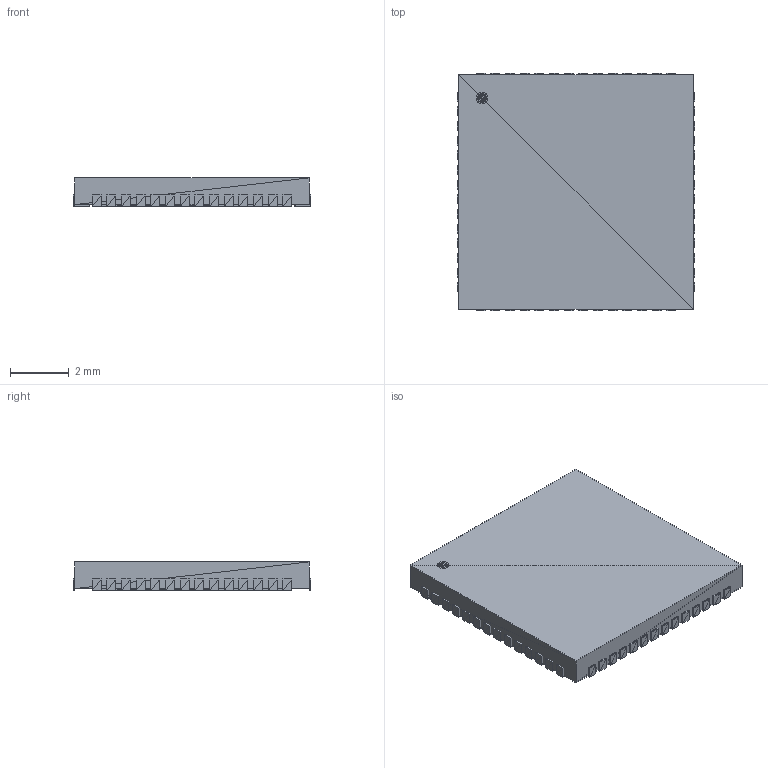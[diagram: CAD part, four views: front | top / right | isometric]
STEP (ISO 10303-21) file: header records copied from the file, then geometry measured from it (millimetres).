
FILE_DESCRIPTION(('STEP AP214'),'1');
FILE_NAME('CP_56_1','2016-09-19T11:13:24',(''),(''),'','','');
FILE_SCHEMA(('AUTOMOTIVE_DESIGN'));
Length unit declared in the file: millimetre
Products named in the file (1): product
Bounding box: 8.1 x 8.1 x 0.97 mm (x, y, z)
Surface area: 234.5 mm2 (no closed solid volume)
Topology: 0 solids, 726 shells, 726 faces, 2178 edges, 2178 vertices
Faces by surface type: plane 726
Entity records: 24017 total; most frequent: CARTESIAN_POINT 5083, DIRECTION 3632, ORIENTED_EDGE 2178, EDGE_CURVE 2178, VERTEX_POINT 2178, LINE 2178, VECTOR 2178, AXIS2_PLACEMENT_3D 727
